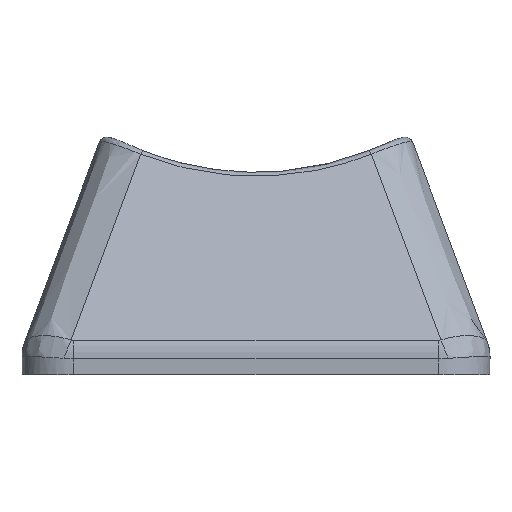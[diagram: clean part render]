
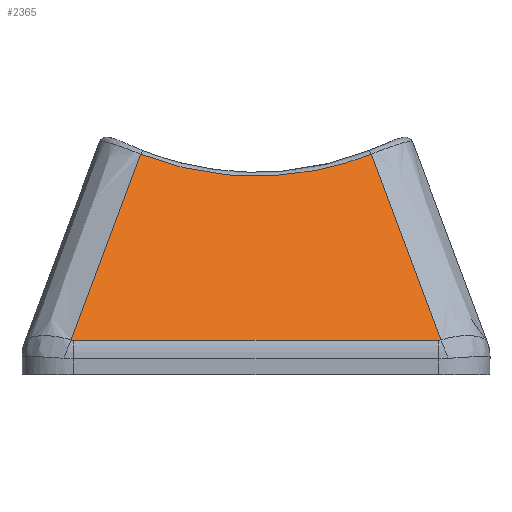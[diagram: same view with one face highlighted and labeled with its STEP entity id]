
A CAD part, front view. The second image highlights one B-rep face of the part: STEP entity #2365.
In plain terms, the highlighted planar face has unit normal (0, -0.878, 0.478).
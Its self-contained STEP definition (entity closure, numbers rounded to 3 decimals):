
#16=PLANE('',#2491);
#67=ELLIPSE('',#2480,1.046,0.5);
#69=ELLIPSE('',#2485,1.046,0.5);
#76=LINE('',#4862,#181);
#181=VECTOR('',#2614,10.);
#373=FACE_OUTER_BOUND('',#494,.T.);
#494=EDGE_LOOP('',(#1810,#1811,#1812,#1813,#1814,#1815));
#734=B_SPLINE_CURVE_WITH_KNOTS('',3,(#5036,#5037,#5038,#5039),
 .UNSPECIFIED.,.F.,.F.,(4,4),(-0.99,-0.126),
 .UNSPECIFIED.);
#736=B_SPLINE_CURVE_WITH_KNOTS('',3,(#5047,#5048,#5049,#5050),
 .UNSPECIFIED.,.F.,.F.,(4,4),(0.126,0.99),
 .UNSPECIFIED.);
#737=B_SPLINE_CURVE_WITH_KNOTS('',3,(#5051,#5052,#5053,#5054,#5055),
 .UNSPECIFIED.,.F.,.F.,(4,1,4),(-0.924,-0.396,0.),
 .UNSPECIFIED.);
#967=VERTEX_POINT('',#4818);
#971=VERTEX_POINT('',#4852);
#973=VERTEX_POINT('',#4858);
#975=VERTEX_POINT('',#4879);
#985=VERTEX_POINT('',#5035);
#986=VERTEX_POINT('',#5046);
#1270=EDGE_CURVE('',#967,#971,#67,.T.);
#1273=EDGE_CURVE('',#971,#973,#76,.T.);
#1276=EDGE_CURVE('',#973,#975,#69,.T.);
#1294=EDGE_CURVE('',#975,#985,#734,.T.);
#1296=EDGE_CURVE('',#986,#967,#736,.T.);
#1297=EDGE_CURVE('',#985,#986,#737,.T.);
#1810=ORIENTED_EDGE('',*,*,#1276,.F.);
#1811=ORIENTED_EDGE('',*,*,#1273,.F.);
#1812=ORIENTED_EDGE('',*,*,#1270,.F.);
#1813=ORIENTED_EDGE('',*,*,#1296,.F.);
#1814=ORIENTED_EDGE('',*,*,#1297,.F.);
#1815=ORIENTED_EDGE('',*,*,#1294,.F.);
#2365=ADVANCED_FACE('',(#373),#16,.T.);
#2480=AXIS2_PLACEMENT_3D('',#4856,#2607,#2608);
#2485=AXIS2_PLACEMENT_3D('',#4883,#2619,#2620);
#2491=AXIS2_PLACEMENT_3D('',#5045,#2637,#2638);
#2607=DIRECTION('center_axis',(0.,0.878,-0.478));
#2608=DIRECTION('ref_axis',(0.,-0.478,-0.878));
#2614=DIRECTION('',(-1.,0.,0.));
#2619=DIRECTION('center_axis',(0.,0.878,-0.478));
#2620=DIRECTION('ref_axis',(0.,-0.478,-0.878));
#2637=DIRECTION('center_axis',(0.,-0.878,
0.478));
#2638=DIRECTION('ref_axis',(0.,-0.478,-0.878));
#4818=CARTESIAN_POINT('',(7.172,-18.415,0.351));
#4852=CARTESIAN_POINT('',(7.081,-18.423,0.335));
#4856=CARTESIAN_POINT('Origin',(7.081,-17.923,1.254));
#4858=CARTESIAN_POINT('',(-7.081,-18.423,0.335));
#4862=CARTESIAN_POINT('',(7.525,-18.423,0.335));
#4879=CARTESIAN_POINT('',(-7.172,-18.415,0.351));
#4883=CARTESIAN_POINT('Origin',(-7.081,-17.923,1.254));
#5035=CARTESIAN_POINT('',(-4.478,-14.491,7.563));
#5036=CARTESIAN_POINT('Ctrl Pts',(-7.172,-18.415,0.351));
#5037=CARTESIAN_POINT('Ctrl Pts',(-6.276,-17.106,2.755));
#5038=CARTESIAN_POINT('Ctrl Pts',(-5.378,-15.798,5.16));
#5039=CARTESIAN_POINT('Ctrl Pts',(-4.478,-14.491,7.563));
#5045=CARTESIAN_POINT('Origin',(5.969,-13.966,8.527));
#5046=CARTESIAN_POINT('',(4.478,-14.491,7.563));
#5047=CARTESIAN_POINT('Ctrl Pts',(4.478,-14.491,7.563));
#5048=CARTESIAN_POINT('Ctrl Pts',(5.378,-15.798,5.16));
#5049=CARTESIAN_POINT('Ctrl Pts',(6.276,-17.106,2.755));
#5050=CARTESIAN_POINT('Ctrl Pts',(7.172,-18.415,0.351));
#5051=CARTESIAN_POINT('Ctrl Pts',(-4.478,-14.491,7.563));
#5052=CARTESIAN_POINT('Ctrl Pts',(-2.88,-14.843,6.916));
#5053=CARTESIAN_POINT('Ctrl Pts',(0.24,-15.122,6.404));
#5054=CARTESIAN_POINT('Ctrl Pts',(3.279,-14.755,7.078));
#5055=CARTESIAN_POINT('Ctrl Pts',(4.478,-14.491,7.563));
